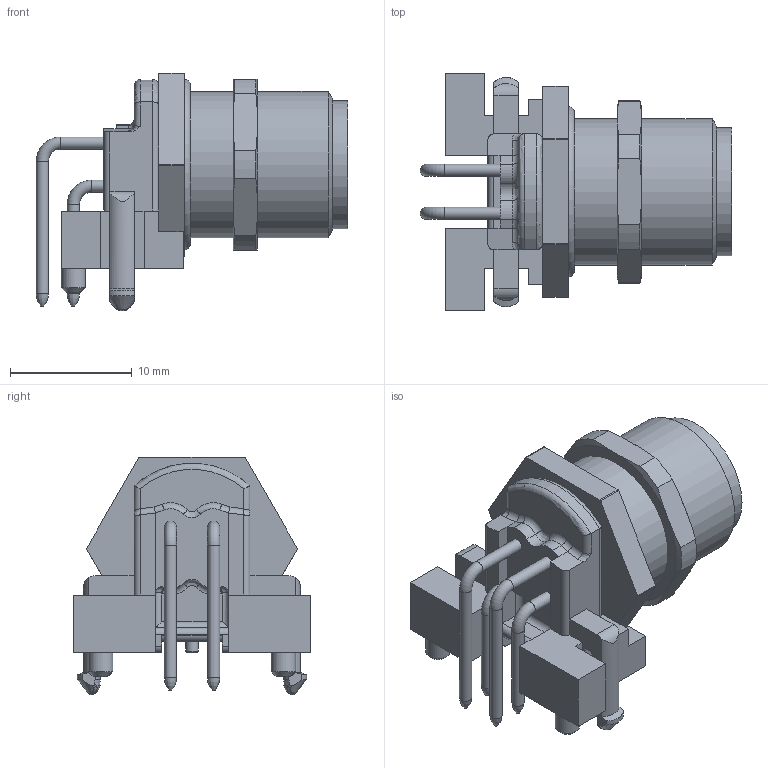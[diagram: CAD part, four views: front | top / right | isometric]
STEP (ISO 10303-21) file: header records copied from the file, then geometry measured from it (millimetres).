
FILE_DESCRIPTION(/* description */ (''),/* implementation_level */ '2;1');
FILE_NAME(/* name */ '99-3431-202-04_bg.stp',/* time_stamp */ '2010-05-12T08:50:26+02:00',/* author */ (''),/* organization */ (''),/* preprocessor_version */ 'ST-DEVELOPER v11',/* originating_system */ 'UGS - NX 5.0',/* authorisation */ '');
FILE_SCHEMA (('CONFIG_CONTROL_DESIGN'));
Length unit declared in the file: millimetre
Products named in the file (1): kbor0921anf2
Bounding box: 25.54 x 19.5 x 19.48 mm (x, y, z)
Volume: 2294 mm3; surface area: 3104.6 mm2
Topology: 3 solids, 3 shells, 262 faces, 672 edges, 427 vertices
Faces by surface type: plane 123, cylinder 75, cone 28, bspline 20, torus 14, sphere 2
Full cylindrical faces by diameter (mm): 0.2 x1, 1 x13, 2 x2, 10.5 x1, 10.917 x1, 12 x1, 14.5 x1
Entity records: 8687 total; most frequent: CARTESIAN_POINT 2592, ORIENTED_EDGE 1236, DIRECTION 1211, EDGE_CURVE 618, AXIS2_PLACEMENT_3D 440, VERTEX_POINT 413, LINE 331, VECTOR 331
